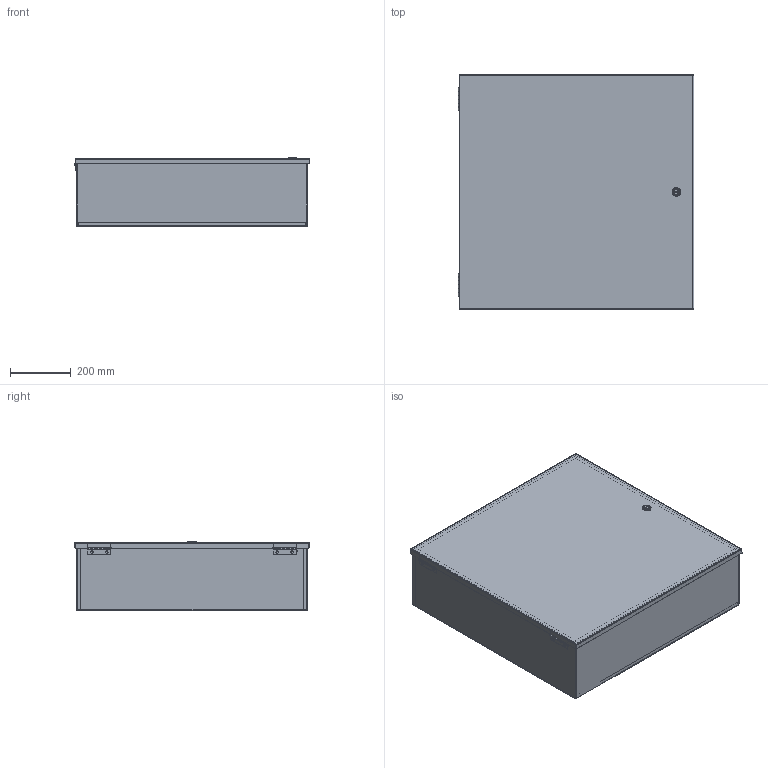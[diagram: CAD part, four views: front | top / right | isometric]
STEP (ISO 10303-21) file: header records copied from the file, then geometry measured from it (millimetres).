
FILE_DESCRIPTION(/* description */ ('N1C, CS, MEDIUM, BLR, 30X30X8.75'),/* implementation_level */ '2;1');
FILE_NAME(/* name */ 'N1C303008LP.stp',/* time_stamp */ '2017-04-28T15:31:06-05:00',/* author */ ('mraetz'),/* organization */ (''),/* preprocessor_version */ 'ST-DEVELOPER v16.1',/* originating_system */ 'Autodesk Inventor 2016',/* authorisation */ '');
FILE_SCHEMA (('AUTOMOTIVE_DESIGN { 1 0 10303 214 3 1 1 }'));
Length unit declared in the file: inch
Products named in the file (20): N1C303008LPBLR; N1C3008LPTB; N1C3030LPLID; 1000-101-GPF_GPD; 1000-02; 1000-u45_asm; 1000-318; 1000-03; 1000-277-01; 1000-u142_asm; 1000-112_prt; 1000-23; HFW3513; HFW3888; H6050138T; H6050138L; H6050138P; H6050138; H6050138_1; N1C303008LP
Assembly tree (30 placements, depth 4):
  N1C303008LP
    N1C303008LPBLR
    N1C3008LPTB  x2
    N1C3030LPLID
    HFW3513
      1000-u45_asm
        1000-101-GPF_GPD
        1000-02
      1000-u142_asm
        1000-318
        1000-03
        1000-277-01
      1000-112_prt
      1000-23
    HFW3888  x8
    H6050138
      H6050138T
      H6050138L
      H6050138P
    H6050138_1
      H6050138T
      H6050138L
      H6050138P
Bounding box: 774.41 x 772.32 x 228.92 mm (x, y, z)
Volume: 3699496.6 mm3; surface area: 3951881.3 mm2
Topology: 25 solids, 25 shells, 749 faces, 1761 edges, 1086 vertices
Faces by surface type: plane 453, cylinder 224, bspline 32, cone 23, torus 13, sphere 4
Full cylindrical faces by diameter (mm): 3.048 x4, 3.302 x12, 5 x1, 6 x1, 7.95 x4, 8.382 x16, 9.9 x1, 10 x1, 10.2 x1, 11.05 x1, 11.112 x4, 12.8 x1, 13.5 x1, 15.2 x1, 15.8 x1, 15.875 x8, 16.1 x1, 19.8 x1, 23 x1, 27 x1, 28 x1
Entity records: 20589 total; most frequent: CARTESIAN_POINT 5575, DIRECTION 2999, ORIENTED_EDGE 2838, EDGE_CURVE 1419, AXIS2_PLACEMENT_3D 1035, LINE 929, VECTOR 929, VERTEX_POINT 894
